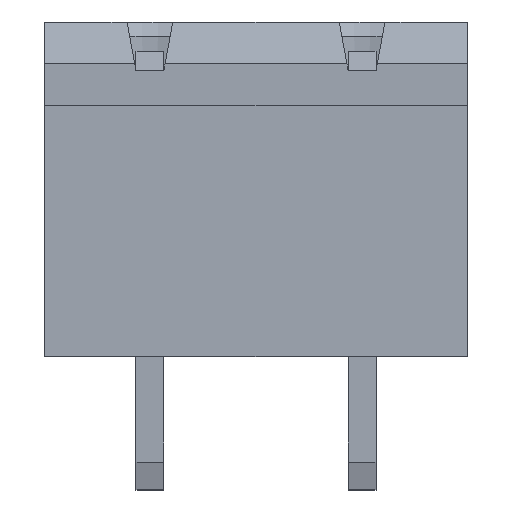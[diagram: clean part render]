
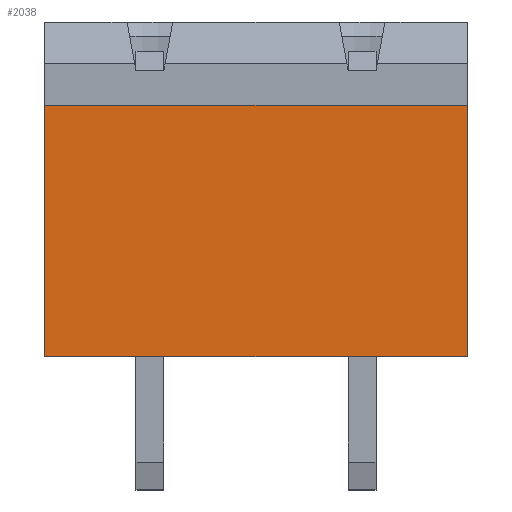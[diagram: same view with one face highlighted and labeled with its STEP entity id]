
A CAD part, top view. The second image highlights one B-rep face of the part: STEP entity #2038.
In plain terms, the highlighted planar face has unit normal (0, 0, 1).
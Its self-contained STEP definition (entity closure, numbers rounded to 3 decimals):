
#103 = EDGE_CURVE ( 'NONE', #3658, #4134, #497, .T. ) ;
#267 = CARTESIAN_POINT ( 'NONE',  ( 14.18, 9.01, 0. ) ) ;
#382 = CARTESIAN_POINT ( 'NONE',  ( -0.5, 0., 0. ) ) ;
#497 = LINE ( 'NONE', #382, #2211 ) ;
#607 = CARTESIAN_POINT ( 'NONE',  ( -0.5, 0., 0. ) ) ;
#623 = DIRECTION ( 'NONE',  ( -1., 0., 0. ) ) ;
#941 = CARTESIAN_POINT ( 'NONE',  ( 14.68, 9.01, 0. ) ) ;
#982 = VECTOR ( 'NONE', #1626, 1000. ) ;
#1065 = EDGE_LOOP ( 'NONE', ( #3215, #1915, #2999, #3169 ) ) ;
#1626 = DIRECTION ( 'NONE',  ( -1., 0., 0. ) ) ;
#1660 = CARTESIAN_POINT ( 'NONE',  ( 14.68, 0., 0. ) ) ;
#1715 = VERTEX_POINT ( 'NONE', #2519 ) ;
#1764 = EDGE_CURVE ( 'NONE', #3069, #3658, #1844, .T. ) ;
#1844 = LINE ( 'NONE', #2546, #982 ) ;
#1914 = LINE ( 'NONE', #941, #4750 ) ;
#1915 = ORIENTED_EDGE ( 'NONE', *, *, #103, .F. ) ;
#2018 = PLANE ( 'NONE',  #3816 ) ;
#2038 = ADVANCED_FACE ( 'NONE', ( #3527 ), #2018, .F. ) ;
#2041 = DIRECTION ( 'NONE',  ( 0., 1., 0. ) ) ;
#2211 = VECTOR ( 'NONE', #3965, 1000. ) ;
#2423 = DIRECTION ( 'NONE',  ( 0., -1., 0. ) ) ;
#2519 = CARTESIAN_POINT ( 'NONE',  ( 14.68, 9.01, 0. ) ) ;
#2546 = CARTESIAN_POINT ( 'NONE',  ( 14.18, 0., 0. ) ) ;
#2999 = ORIENTED_EDGE ( 'NONE', *, *, #1764, .F. ) ;
#3069 = VERTEX_POINT ( 'NONE', #1660 ) ;
#3169 = ORIENTED_EDGE ( 'NONE', *, *, #4705, .F. ) ;
#3215 = ORIENTED_EDGE ( 'NONE', *, *, #4751, .T. ) ;
#3527 = FACE_OUTER_BOUND ( 'NONE', #1065, .T. ) ;
#3657 = LINE ( 'NONE', #267, #4642 ) ;
#3658 = VERTEX_POINT ( 'NONE', #607 ) ;
#3816 = AXIS2_PLACEMENT_3D ( 'NONE', #3898, #4273, #2041 ) ;
#3898 = CARTESIAN_POINT ( 'NONE',  ( 14.18, 9.01, 0. ) ) ;
#3965 = DIRECTION ( 'NONE',  ( 0., 1., 0. ) ) ;
#4039 = CARTESIAN_POINT ( 'NONE',  ( -0.5, 9.01, 0. ) ) ;
#4134 = VERTEX_POINT ( 'NONE', #4039 ) ;
#4273 = DIRECTION ( 'NONE',  ( 0., 0., -1. ) ) ;
#4642 = VECTOR ( 'NONE', #623, 1000. ) ;
#4705 = EDGE_CURVE ( 'NONE', #1715, #3069, #1914, .T. ) ;
#4750 = VECTOR ( 'NONE', #2423, 1000. ) ;
#4751 = EDGE_CURVE ( 'NONE', #1715, #4134, #3657, .T. ) ;
